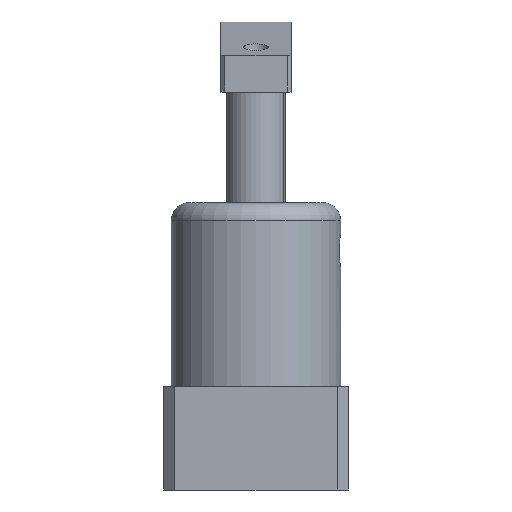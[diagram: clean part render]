
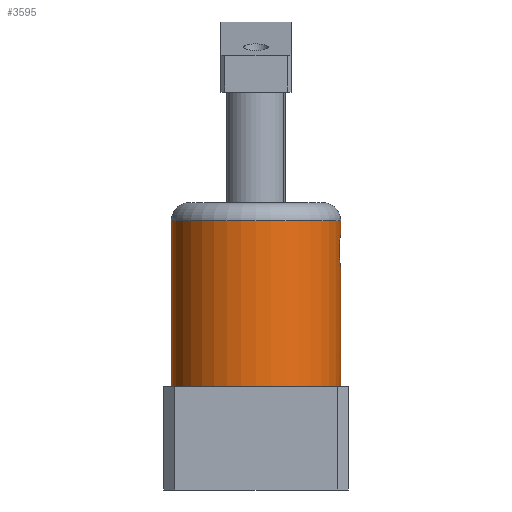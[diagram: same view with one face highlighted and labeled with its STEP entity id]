
A CAD part, front view. The second image highlights one B-rep face of the part: STEP entity #3595.
In plain terms, the highlighted cylindrical face has radius 23 mm (diameter 46 mm), a partial arc.
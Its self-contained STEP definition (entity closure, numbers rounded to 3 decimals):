
#481 = AXIS2_PLACEMENT_3D ( 'NONE', #4255, #4254, #4253 ) ;
#483 = AXIS2_PLACEMENT_3D ( 'NONE', #4264, #4262, #4261 ) ;
#644 = CYLINDRICAL_SURFACE ( 'NONE', #4777, 23. ) ;
#657 = FACE_OUTER_BOUND ( 'NONE', #5058, .T. ) ;
#1006 = DIRECTION ( 'NONE',  ( 0., 0., -1. ) ) ;
#1008 = CARTESIAN_POINT ( 'NONE',  ( 23., 0., 78. ) ) ;
#1711 = VERTEX_POINT ( 'NONE', #2603 ) ;
#1720 = VERTEX_POINT ( 'NONE', #2593 ) ;
#1790 = VERTEX_POINT ( 'NONE', #2519 ) ;
#1791 = VERTEX_POINT ( 'NONE', #2518 ) ;
#1802 = VERTEX_POINT ( 'NONE', #2507 ) ;
#1848 = VERTEX_POINT ( 'NONE', #2459 ) ;
#1911 = EDGE_CURVE ( 'NONE', #1790, #1720, #4533, .T. ) ;
#2135 = CIRCLE ( 'NONE', #481, 23. ) ;
#2151 = CIRCLE ( 'NONE', #483, 23. ) ;
#2183 = VECTOR ( 'NONE', #4438, 1000. ) ;
#2185 = VECTOR ( 'NONE', #4442, 1000. ) ;
#2187 = LINE ( 'NONE', #4441, #2183 ) ;
#2188 = LINE ( 'NONE', #4443, #2185 ) ;
#2459 = CARTESIAN_POINT ( 'NONE',  ( -23., 0., 73. ) ) ;
#2507 = CARTESIAN_POINT ( 'NONE',  ( 23., 0., 73. ) ) ;
#2518 = CARTESIAN_POINT ( 'NONE',  ( 23., 0., 69.499 ) ) ;
#2519 = CARTESIAN_POINT ( 'NONE',  ( 23., 0., 60.501 ) ) ;
#2593 = CARTESIAN_POINT ( 'NONE',  ( 23., 0., 28. ) ) ;
#2603 = CARTESIAN_POINT ( 'NONE',  ( -23., 0., 28. ) ) ;
#2844 = EDGE_CURVE ( 'NONE', #1802, #1791, #2188, .T. ) ;
#2845 = EDGE_CURVE ( 'NONE', #1848, #1711, #2187, .T. ) ;
#2882 = EDGE_CURVE ( 'NONE', #1802, #1848, #2151, .T. ) ;
#2883 = EDGE_CURVE ( 'NONE', #1711, #1720, #2135, .T. ) ;
#3279 = CARTESIAN_POINT ( 'NONE',  ( 0., 0., 78. ) ) ;
#3280 = DIRECTION ( 'NONE',  ( 0., 0., -1. ) ) ;
#3282 = DIRECTION ( 'NONE',  ( -1., 0., 0. ) ) ;
#3595 = ADVANCED_FACE ( 'NONE', ( #657 ), #644, .T. ) ;
#4253 = DIRECTION ( 'NONE',  ( 1., 0., 0. ) ) ;
#4254 = DIRECTION ( 'NONE',  ( 0., 0., 1. ) ) ;
#4255 = CARTESIAN_POINT ( 'NONE',  ( 0., 0., 28. ) ) ;
#4261 = DIRECTION ( 'NONE',  ( 1., 0., 0. ) ) ;
#4262 = DIRECTION ( 'NONE',  ( 0., 0., -1. ) ) ;
#4264 = CARTESIAN_POINT ( 'NONE',  ( 0., 0., 73. ) ) ;
#4438 = DIRECTION ( 'NONE',  ( 0., 0., -1. ) ) ;
#4441 = CARTESIAN_POINT ( 'NONE',  ( -23., 0., 78. ) ) ;
#4442 = DIRECTION ( 'NONE',  ( 0., 0., -1. ) ) ;
#4443 = CARTESIAN_POINT ( 'NONE',  ( 23., 0., 78. ) ) ;
#4529 = VECTOR ( 'NONE', #1006, 1000. ) ;
#4533 = LINE ( 'NONE', #1008, #4529 ) ;
#4777 = AXIS2_PLACEMENT_3D ( 'NONE', #3279, #3280, #3282 ) ;
#4802 = B_SPLINE_CURVE_WITH_KNOTS ( 'NONE', 3,
 ( #5431, #5425, #5435, #5436, #5437, #5439, #5440, #5441, #5442, #5443, #5444, #5445, #5446, #5447, #5448, #5450, #5451, #5452, #5453, #5455, #5456, #5458, #5459, #5460, #5461, #5462, #5463, #5464, #5465, #5466, #5467, #5468, #5469, #5470 ),
 .UNSPECIFIED., .F., .F.,
 ( 4, 2, 2, 2, 2, 2, 2, 2, 2, 2, 2, 2, 2, 2, 2, 2, 4 ),
 ( 0.025, 0.025, 0.026, 0.027, 0.028, 0.029, 0.03, 0.031, 0.032, 0.032, 0.033, 0.034, 0.035, 0.036, 0.037, 0.038, 0.039 ),
 .UNSPECIFIED. ) ;
#4827 = ORIENTED_EDGE ( 'NONE', *, *, #5804, .T. ) ;
#4830 = ORIENTED_EDGE ( 'NONE', *, *, #2845, .T. ) ;
#4831 = ORIENTED_EDGE ( 'NONE', *, *, #1911, .F. ) ;
#4832 = ORIENTED_EDGE ( 'NONE', *, *, #2883, .T. ) ;
#4848 = ORIENTED_EDGE ( 'NONE', *, *, #2882, .T. ) ;
#4851 = ORIENTED_EDGE ( 'NONE', *, *, #2844, .F. ) ;
#5058 = EDGE_LOOP ( 'NONE', ( #4851, #4848, #4830, #4832, #4831, #4827 ) ) ;
#5425 = CARTESIAN_POINT ( 'NONE',  ( 23., -0.294, 60.501 ) ) ;
#5431 = CARTESIAN_POINT ( 'NONE',  ( 23., 0., 60.501 ) ) ;
#5435 = CARTESIAN_POINT ( 'NONE',  ( 22.994, -0.586, 60.53 ) ) ;
#5436 = CARTESIAN_POINT ( 'NONE',  ( 22.972, -1.166, 60.646 ) ) ;
#5437 = CARTESIAN_POINT ( 'NONE',  ( 22.956, -1.45, 60.733 ) ) ;
#5439 = CARTESIAN_POINT ( 'NONE',  ( 22.915, -1.99, 60.958 ) ) ;
#5440 = CARTESIAN_POINT ( 'NONE',  ( 22.891, -2.251, 61.098 ) ) ;
#5441 = CARTESIAN_POINT ( 'NONE',  ( 22.837, -2.741, 61.427 ) ) ;
#5442 = CARTESIAN_POINT ( 'NONE',  ( 22.809, -2.967, 61.614 ) ) ;
#5443 = CARTESIAN_POINT ( 'NONE',  ( 22.751, -3.384, 62.033 ) ) ;
#5444 = CARTESIAN_POINT ( 'NONE',  ( 22.722, -3.57, 62.261 ) ) ;
#5445 = CARTESIAN_POINT ( 'NONE',  ( 22.669, -3.893, 62.748 ) ) ;
#5446 = CARTESIAN_POINT ( 'NONE',  ( 22.644, -4.032, 63.009 ) ) ;
#5447 = CARTESIAN_POINT ( 'NONE',  ( 22.603, -4.257, 63.555 ) ) ;
#5448 = CARTESIAN_POINT ( 'NONE',  ( 22.587, -4.342, 63.836 ) ) ;
#5450 = CARTESIAN_POINT ( 'NONE',  ( 22.564, -4.456, 64.411 ) ) ;
#5451 = CARTESIAN_POINT ( 'NONE',  ( 22.558, -4.485, 64.71 ) ) ;
#5452 = CARTESIAN_POINT ( 'NONE',  ( 22.559, -4.485, 65.298 ) ) ;
#5453 = CARTESIAN_POINT ( 'NONE',  ( 22.564, -4.456, 65.59 ) ) ;
#5455 = CARTESIAN_POINT ( 'NONE',  ( 22.587, -4.341, 66.168 ) ) ;
#5456 = CARTESIAN_POINT ( 'NONE',  ( 22.603, -4.254, 66.454 ) ) ;
#5458 = CARTESIAN_POINT ( 'NONE',  ( 22.644, -4.03, 66.995 ) ) ;
#5459 = CARTESIAN_POINT ( 'NONE',  ( 22.669, -3.892, 67.254 ) ) ;
#5460 = CARTESIAN_POINT ( 'NONE',  ( 22.723, -3.564, 67.746 ) ) ;
#5461 = CARTESIAN_POINT ( 'NONE',  ( 22.751, -3.379, 67.973 ) ) ;
#5462 = CARTESIAN_POINT ( 'NONE',  ( 22.809, -2.967, 68.386 ) ) ;
#5463 = CARTESIAN_POINT ( 'NONE',  ( 22.838, -2.737, 68.576 ) ) ;
#5464 = CARTESIAN_POINT ( 'NONE',  ( 22.891, -2.249, 68.903 ) ) ;
#5465 = CARTESIAN_POINT ( 'NONE',  ( 22.915, -1.992, 69.041 ) ) ;
#5466 = CARTESIAN_POINT ( 'NONE',  ( 22.956, -1.45, 69.267 ) ) ;
#5467 = CARTESIAN_POINT ( 'NONE',  ( 22.972, -1.164, 69.354 ) ) ;
#5468 = CARTESIAN_POINT ( 'NONE',  ( 22.994, -0.588, 69.469 ) ) ;
#5469 = CARTESIAN_POINT ( 'NONE',  ( 23., -0.296, 69.499 ) ) ;
#5470 = CARTESIAN_POINT ( 'NONE',  ( 23., 0., 69.499 ) ) ;
#5804 = EDGE_CURVE ( 'NONE', #1790, #1791, #4802, .T. ) ;
